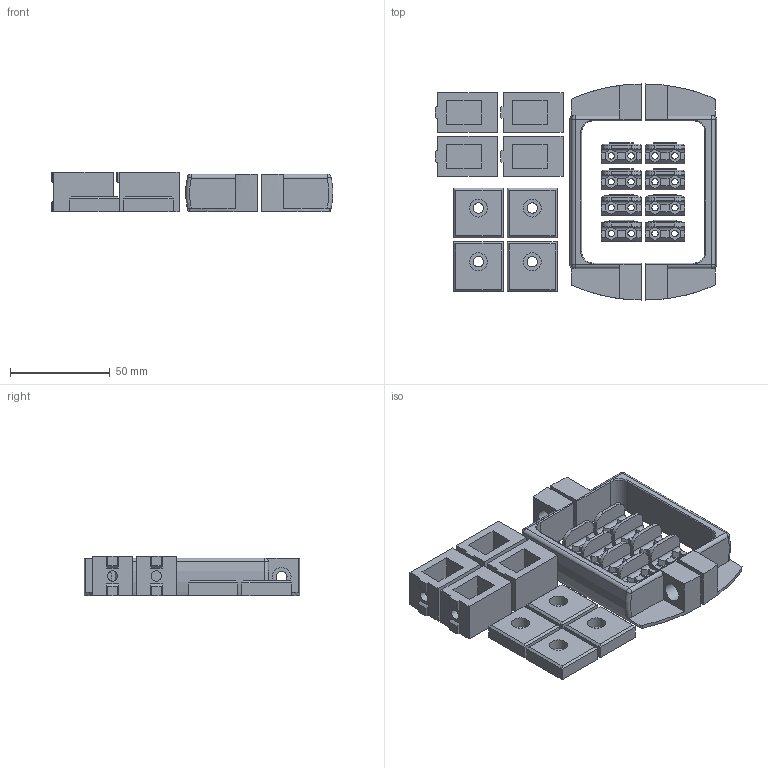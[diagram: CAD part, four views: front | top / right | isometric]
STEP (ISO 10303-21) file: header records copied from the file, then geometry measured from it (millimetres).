
FILE_DESCRIPTION(/* description */ (''),/* implementation_level */ '2;1');
FILE_NAME(/* name */ 'EnclosurePrintPlate.step',/* time_stamp */ '2019-09-30T18:35:54-04:00',/* author */ (''),/* organization */ (''),/* preprocessor_version */ 'ST-DEVELOPER v18',/* originating_system */ 'Autodesk Translation Framework v8.6.0.1094',/* authorisation */ '');
FILE_SCHEMA (('AUTOMOTIVE_DESIGN { 1 0 10303 214 3 1 1 }'));
Length unit declared in the file: millimetre
Products named in the file (5): EnclosurePrintPlate; x2_Handles; x4_Feet; x4_ExtensionBracket; x8_PanelClips
Assembly tree (18 placements, depth 2):
  EnclosurePrintPlate
    x2_Handles  x2
    x4_Feet  x4
    x4_ExtensionBracket  x4
    x8_PanelClips  x8
Bounding box: 141.43 x 108.5 x 20 mm (x, y, z)
Volume: 96742.8 mm3; surface area: 56219.2 mm2
Topology: 18 solids, 18 shells, 646 faces, 1690 edges, 1100 vertices
Faces by surface type: plane 486, cylinder 128, cone 16, torus 12, sphere 4
Full cylindrical faces by diameter (mm): 3.2 x32, 5.2 x12, 5.5 x4, 9 x4, 9.5 x4
Entity records: 4625 total; most frequent: CARTESIAN_POINT 792, DIRECTION 790, ORIENTED_EDGE 730, EDGE_CURVE 365, AXIS2_PLACEMENT_3D 265, LINE 260, VECTOR 260, VERTEX_POINT 237
